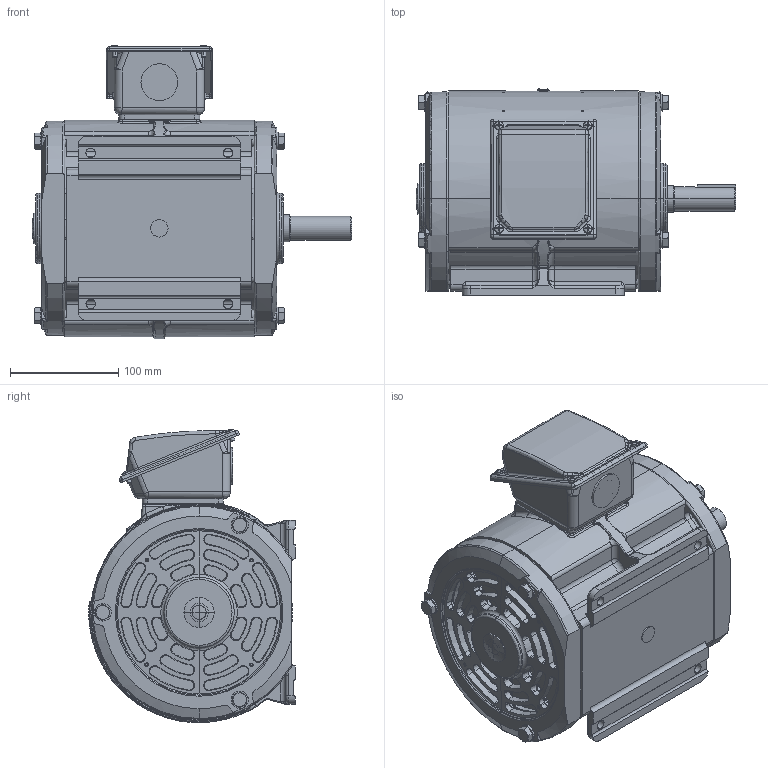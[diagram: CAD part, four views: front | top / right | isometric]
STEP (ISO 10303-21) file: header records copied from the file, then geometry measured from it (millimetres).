
FILE_DESCRIPTION(('CATIA V5 STEP Exchange'),'2;1');
FILE_NAME('31043A418-ASHH-- 145T.stp','2020-04-06T05:30:05+00:00',('none'),('none'),'Unofficial Packaging Version','CATIA V5 STEP AP203','none');
FILE_SCHEMA(('CONFIG_CONTROL_DESIGN'));
Products named in the file (1): 31043A418-ASHH-- 145T
Bounding box: 295.3 x 190.88 x 271.26 mm (x, y, z)
Volume: 5928234.2 mm3; surface area: 456968.5 mm2
Topology: 2 solids, 11 shells, 2994 faces, 8189 edges, 4995 vertices
Faces by surface type: cylinder 831, bspline 624, plane 618, cone 439, torus 398, sphere 76, revolution 8
Entity records: 111386 total; most frequent: CARTESIAN_POINT 46793, ORIENTED_EDGE 15954, DIRECTION 9545, EDGE_CURVE 7977, VERTEX_POINT 4995, AXIS2_PLACEMENT_3D 4948, EDGE_LOOP 3142, ADVANCED_FACE 2994
